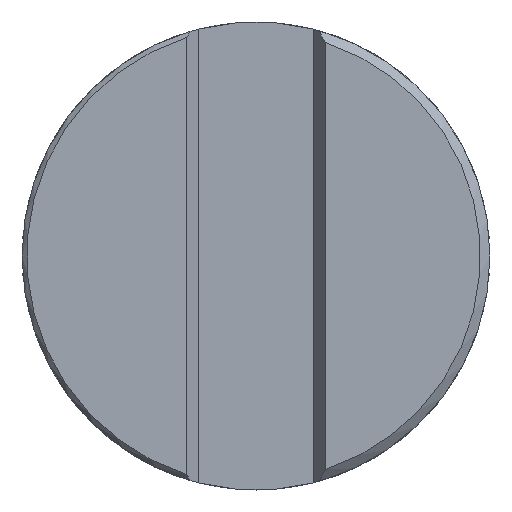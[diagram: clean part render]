
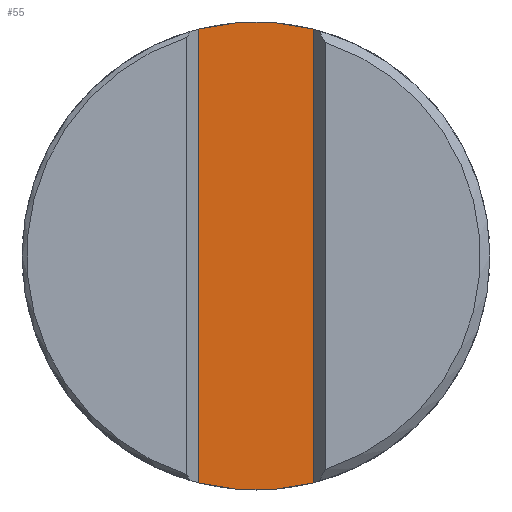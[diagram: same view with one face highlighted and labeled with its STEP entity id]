
A CAD part, front view. The second image highlights one B-rep face of the part: STEP entity #55.
In plain terms, the highlighted planar face has unit normal (0, -1, 0).
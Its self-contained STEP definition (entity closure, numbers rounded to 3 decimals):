
#55=ADVANCED_FACE('',(#104),#105,.F.);
#104=FACE_OUTER_BOUND('',#183,.T.);
#105=PLANE('',#184);
#183=EDGE_LOOP('',(#6823,#6824,#6825,#6826));
#184=AXIS2_PLACEMENT_3D('',#6827,#6828,#6829);
#6823=ORIENTED_EDGE('',*,*,#7084,.F.);
#6824=ORIENTED_EDGE('',*,*,#7085,.F.);
#6825=ORIENTED_EDGE('',*,*,#7086,.F.);
#6826=ORIENTED_EDGE('',*,*,#7074,.T.);
#6827=CARTESIAN_POINT('',(1.2,0.375,-5.882));
#6828=DIRECTION('',(-0.0,1.0,0.0));
#6829=DIRECTION('',(1.0,0.0,0.0));
#7074=EDGE_CURVE('',#7203,#7201,#7204,.T.);
#7084=EDGE_CURVE('',#7219,#7201,#7221,.T.);
#7085=EDGE_CURVE('',#7222,#7219,#7223,.T.);
#7086=EDGE_CURVE('',#7203,#7222,#7224,.T.);
#7201=VERTEX_POINT('',#7390);
#7203=VERTEX_POINT('',#7395);
#7204=LINE('',#7396,#7397);
#7219=VERTEX_POINT('',#7421);
#7221=CIRCLE('',#7426,4.9);
#7222=VERTEX_POINT('',#7427);
#7223=LINE('',#7428,#7429);
#7224=CIRCLE('',#7430,4.9);
#7390=CARTESIAN_POINT('',(1.2,0.375,4.751));
#7395=CARTESIAN_POINT('',(1.2,0.375,-4.751));
#7396=CARTESIAN_POINT('',(1.2,0.375,-4.751));
#7397=VECTOR('',#11137,9.502);
#7421=CARTESIAN_POINT('',(-1.2,0.375,4.751));
#7426=AXIS2_PLACEMENT_3D('',#11152,#11153,#11154);
#7427=CARTESIAN_POINT('',(-1.2,0.375,-4.751));
#7428=CARTESIAN_POINT('',(-1.2,0.375,-4.751));
#7429=VECTOR('',#11155,9.502);
#7430=AXIS2_PLACEMENT_3D('',#11156,#11157,#11158);
#11137=DIRECTION('',(0.0,0.0,1.0));
#11152=CARTESIAN_POINT('',(0.0,0.375,0.0));
#11153=DIRECTION('',(0.0,1.0,0.0));
#11154=DIRECTION('',(-0.245,0.0,0.97));
#11155=DIRECTION('',(0.0,0.0,1.0));
#11156=CARTESIAN_POINT('',(0.0,0.375,0.0));
#11157=DIRECTION('',(0.0,1.0,0.0));
#11158=DIRECTION('',(0.245,0.0,-0.97));
